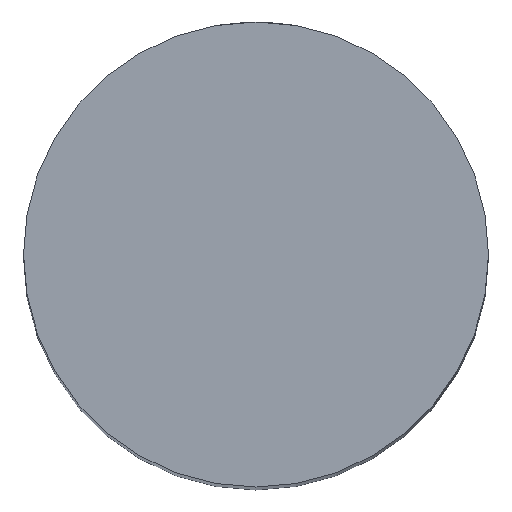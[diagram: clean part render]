
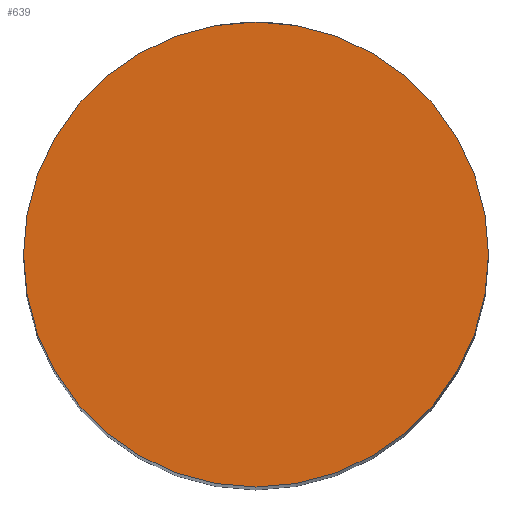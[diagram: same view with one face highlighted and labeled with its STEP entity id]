
A CAD part, top view. The second image highlights one B-rep face of the part: STEP entity #639.
In plain terms, the highlighted planar face has unit normal (0, 0, 1).
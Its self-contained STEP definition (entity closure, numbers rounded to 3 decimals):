
#22=PLANE('',#750);
#145=FACE_OUTER_BOUND('',#189,.T.);
#189=EDGE_LOOP('',(#542,#543));
#246=CIRCLE('',#722,37.25);
#247=CIRCLE('',#723,37.25);
#320=VERTEX_POINT('',#1188);
#321=VERTEX_POINT('',#1190);
#393=EDGE_CURVE('',#321,#320,#246,.T.);
#394=EDGE_CURVE('',#320,#321,#247,.T.);
#542=ORIENTED_EDGE('',*,*,#393,.T.);
#543=ORIENTED_EDGE('',*,*,#394,.T.);
#639=ADVANCED_FACE('',(#145),#22,.T.);
#722=AXIS2_PLACEMENT_3D('',#1191,#885,#886);
#723=AXIS2_PLACEMENT_3D('',#1192,#887,#888);
#750=AXIS2_PLACEMENT_3D('',#1231,#945,#946);
#885=DIRECTION('center_axis',(0.,0.,1.));
#886=DIRECTION('ref_axis',(1.,0.,0.));
#887=DIRECTION('center_axis',(0.,0.,1.));
#888=DIRECTION('ref_axis',(1.,0.,0.));
#945=DIRECTION('center_axis',(0.,0.,1.));
#946=DIRECTION('ref_axis',(1.,0.,0.));
#1188=CARTESIAN_POINT('',(37.25,0.,149.75));
#1190=CARTESIAN_POINT('',(-37.25,0.,149.75));
#1191=CARTESIAN_POINT('Origin',(0.,0.,149.75));
#1192=CARTESIAN_POINT('Origin',(0.,0.,149.75));
#1231=CARTESIAN_POINT('Origin',(0.,0.,149.75));
